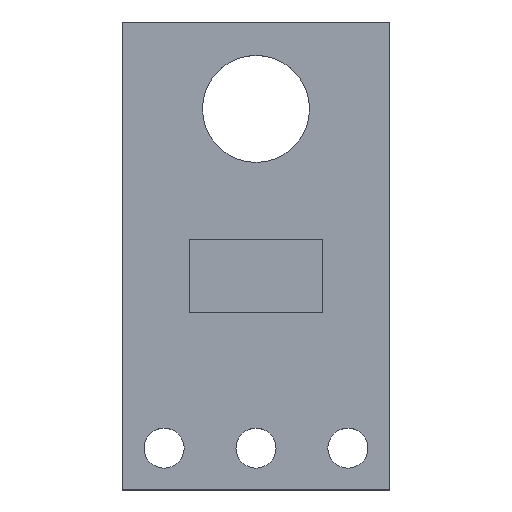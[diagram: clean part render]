
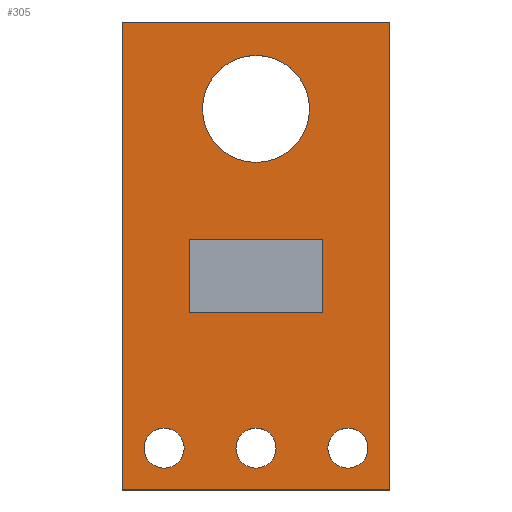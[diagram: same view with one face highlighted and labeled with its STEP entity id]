
A CAD part, top view. The second image highlights one B-rep face of the part: STEP entity #305.
In plain terms, the highlighted planar face has unit normal (0, 0, 1).
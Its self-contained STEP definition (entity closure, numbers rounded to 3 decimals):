
#61=CARTESIAN_POINT('Vertex',(2.,0.5,1.6)) ;
#66=CARTESIAN_POINT('Line Origine',(0.,0.5,1.6)) ;
#70=CARTESIAN_POINT('Vertex',(-2.,0.5,1.6)) ;
#128=CARTESIAN_POINT('Line Origine',(-2.,-0.6,1.6)) ;
#132=CARTESIAN_POINT('Vertex',(-2.,-1.7,1.6)) ;
#156=CARTESIAN_POINT('Vertex',(2.,-1.7,1.6)) ;
#159=CARTESIAN_POINT('Line Origine',(2.,-0.6,1.6)) ;
#176=CARTESIAN_POINT('Line Origine',(0.,-1.7,1.6)) ;
#188=CARTESIAN_POINT('Axis2P3D Location',(0.,0.,1.6)) ;
#193=CARTESIAN_POINT('Line Origine',(0.,7.,1.6)) ;
#197=CARTESIAN_POINT('Vertex',(4.,7.,1.6)) ;
#199=CARTESIAN_POINT('Vertex',(-4.,7.,1.6)) ;
#202=CARTESIAN_POINT('Line Origine',(-4.,0.,1.6)) ;
#206=CARTESIAN_POINT('Vertex',(-4.,-7.,1.6)) ;
#209=CARTESIAN_POINT('Line Origine',(0.,-7.,1.6)) ;
#213=CARTESIAN_POINT('Vertex',(4.,-7.,1.6)) ;
#216=CARTESIAN_POINT('Line Origine',(4.,0.,1.6)) ;
#233=CARTESIAN_POINT('Axis2P3D Location',(2.75,-5.75,1.6)) ;
#237=CARTESIAN_POINT('Vertex',(3.35,-5.75,1.6)) ;
#239=CARTESIAN_POINT('Vertex',(2.15,-5.75,1.6)) ;
#242=CARTESIAN_POINT('Axis2P3D Location',(2.75,-5.75,1.6)) ;
#251=CARTESIAN_POINT('Axis2P3D Location',(-2.75,-5.75,1.6)) ;
#255=CARTESIAN_POINT('Vertex',(-2.15,-5.75,1.6)) ;
#257=CARTESIAN_POINT('Vertex',(-3.35,-5.75,1.6)) ;
#260=CARTESIAN_POINT('Axis2P3D Location',(-2.75,-5.75,1.6)) ;
#269=CARTESIAN_POINT('Axis2P3D Location',(0.,-5.75,1.6)) ;
#273=CARTESIAN_POINT('Vertex',(0.6,-5.75,1.6)) ;
#275=CARTESIAN_POINT('Vertex',(-0.6,-5.75,1.6)) ;
#278=CARTESIAN_POINT('Axis2P3D Location',(0.,-5.75,1.6)) ;
#287=CARTESIAN_POINT('Axis2P3D Location',(0.,4.4,1.6)) ;
#291=CARTESIAN_POINT('Vertex',(1.6,4.4,1.6)) ;
#293=CARTESIAN_POINT('Vertex',(-1.6,4.4,1.6)) ;
#296=CARTESIAN_POINT('Axis2P3D Location',(0.,4.4,1.6)) ;
#67=DIRECTION('Vector Direction',(1.,0.,0.)) ;
#129=DIRECTION('Vector Direction',(0.,1.,0.)) ;
#160=DIRECTION('Vector Direction',(0.,-1.,0.)) ;
#177=DIRECTION('Vector Direction',(-1.,0.,0.)) ;
#189=DIRECTION('Axis2P3D Direction',(0.,0.,1.)) ;
#190=DIRECTION('Axis2P3D XDirection',(1.,0.,0.)) ;
#194=DIRECTION('Vector Direction',(1.,0.,0.)) ;
#203=DIRECTION('Vector Direction',(0.,1.,0.)) ;
#210=DIRECTION('Vector Direction',(-1.,0.,0.)) ;
#217=DIRECTION('Vector Direction',(0.,-1.,0.)) ;
#234=DIRECTION('Axis2P3D Direction',(0.,0.,1.)) ;
#243=DIRECTION('Axis2P3D Direction',(0.,0.,1.)) ;
#252=DIRECTION('Axis2P3D Direction',(0.,0.,1.)) ;
#261=DIRECTION('Axis2P3D Direction',(0.,0.,1.)) ;
#270=DIRECTION('Axis2P3D Direction',(0.,0.,1.)) ;
#279=DIRECTION('Axis2P3D Direction',(0.,0.,1.)) ;
#288=DIRECTION('Axis2P3D Direction',(0.,0.,1.)) ;
#297=DIRECTION('Axis2P3D Direction',(0.,0.,1.)) ;
#191=AXIS2_PLACEMENT_3D('Plane Axis2P3D',#188,#189,#190) ;
#235=AXIS2_PLACEMENT_3D('Circle Axis2P3D',#233,#234,$) ;
#244=AXIS2_PLACEMENT_3D('Circle Axis2P3D',#242,#243,$) ;
#253=AXIS2_PLACEMENT_3D('Circle Axis2P3D',#251,#252,$) ;
#262=AXIS2_PLACEMENT_3D('Circle Axis2P3D',#260,#261,$) ;
#271=AXIS2_PLACEMENT_3D('Circle Axis2P3D',#269,#270,$) ;
#280=AXIS2_PLACEMENT_3D('Circle Axis2P3D',#278,#279,$) ;
#289=AXIS2_PLACEMENT_3D('Circle Axis2P3D',#287,#288,$) ;
#298=AXIS2_PLACEMENT_3D('Circle Axis2P3D',#296,#297,$) ;
#222=ORIENTED_EDGE('',*,*,#201,.T.) ;
#223=ORIENTED_EDGE('',*,*,#208,.T.) ;
#224=ORIENTED_EDGE('',*,*,#215,.T.) ;
#225=ORIENTED_EDGE('',*,*,#220,.T.) ;
#228=ORIENTED_EDGE('',*,*,#180,.F.) ;
#229=ORIENTED_EDGE('',*,*,#134,.F.) ;
#230=ORIENTED_EDGE('',*,*,#72,.F.) ;
#231=ORIENTED_EDGE('',*,*,#163,.F.) ;
#248=ORIENTED_EDGE('',*,*,#241,.F.) ;
#249=ORIENTED_EDGE('',*,*,#246,.F.) ;
#266=ORIENTED_EDGE('',*,*,#259,.F.) ;
#267=ORIENTED_EDGE('',*,*,#264,.F.) ;
#284=ORIENTED_EDGE('',*,*,#277,.F.) ;
#285=ORIENTED_EDGE('',*,*,#282,.F.) ;
#302=ORIENTED_EDGE('',*,*,#295,.F.) ;
#303=ORIENTED_EDGE('',*,*,#300,.F.) ;
#232=FACE_BOUND('',#227,.T.) ;
#250=FACE_BOUND('',#247,.T.) ;
#268=FACE_BOUND('',#265,.T.) ;
#286=FACE_BOUND('',#283,.T.) ;
#304=FACE_BOUND('',#301,.T.) ;
#68=VECTOR('Line Direction',#67,1.) ;
#130=VECTOR('Line Direction',#129,1.) ;
#161=VECTOR('Line Direction',#160,1.) ;
#178=VECTOR('Line Direction',#177,1.) ;
#195=VECTOR('Line Direction',#194,1.) ;
#204=VECTOR('Line Direction',#203,1.) ;
#211=VECTOR('Line Direction',#210,1.) ;
#218=VECTOR('Line Direction',#217,1.) ;
#305=ADVANCED_FACE('PartBody',(#226,#232,#250,#268,#286,#304),#192,.T.) ;
#236=CIRCLE('generated circle',#235,0.6) ;
#245=CIRCLE('generated circle',#244,0.6) ;
#254=CIRCLE('generated circle',#253,0.6) ;
#263=CIRCLE('generated circle',#262,0.6) ;
#272=CIRCLE('generated circle',#271,0.6) ;
#281=CIRCLE('generated circle',#280,0.6) ;
#290=CIRCLE('generated circle',#289,1.6) ;
#299=CIRCLE('generated circle',#298,1.6) ;
#72=EDGE_CURVE('',#62,#71,#69,.F.) ;
#134=EDGE_CURVE('',#71,#133,#131,.F.) ;
#163=EDGE_CURVE('',#157,#62,#162,.F.) ;
#180=EDGE_CURVE('',#133,#157,#179,.F.) ;
#201=EDGE_CURVE('',#198,#200,#196,.F.) ;
#208=EDGE_CURVE('',#200,#207,#205,.F.) ;
#215=EDGE_CURVE('',#207,#214,#212,.F.) ;
#220=EDGE_CURVE('',#214,#198,#219,.F.) ;
#241=EDGE_CURVE('',#238,#240,#236,.T.) ;
#246=EDGE_CURVE('',#240,#238,#245,.T.) ;
#259=EDGE_CURVE('',#256,#258,#254,.T.) ;
#264=EDGE_CURVE('',#258,#256,#263,.T.) ;
#277=EDGE_CURVE('',#274,#276,#272,.T.) ;
#282=EDGE_CURVE('',#276,#274,#281,.T.) ;
#295=EDGE_CURVE('',#292,#294,#290,.T.) ;
#300=EDGE_CURVE('',#294,#292,#299,.T.) ;
#221=EDGE_LOOP('',(#222,#223,#224,#225)) ;
#227=EDGE_LOOP('',(#228,#229,#230,#231)) ;
#247=EDGE_LOOP('',(#248,#249)) ;
#265=EDGE_LOOP('',(#266,#267)) ;
#283=EDGE_LOOP('',(#284,#285)) ;
#301=EDGE_LOOP('',(#302,#303)) ;
#226=FACE_OUTER_BOUND('',#221,.T.) ;
#69=LINE('Line',#66,#68) ;
#131=LINE('Line',#128,#130) ;
#162=LINE('Line',#159,#161) ;
#179=LINE('Line',#176,#178) ;
#196=LINE('Line',#193,#195) ;
#205=LINE('Line',#202,#204) ;
#212=LINE('Line',#209,#211) ;
#219=LINE('Line',#216,#218) ;
#192=PLANE('Plane',#191) ;
#62=VERTEX_POINT('',#61) ;
#71=VERTEX_POINT('',#70) ;
#133=VERTEX_POINT('',#132) ;
#157=VERTEX_POINT('',#156) ;
#198=VERTEX_POINT('',#197) ;
#200=VERTEX_POINT('',#199) ;
#207=VERTEX_POINT('',#206) ;
#214=VERTEX_POINT('',#213) ;
#238=VERTEX_POINT('',#237) ;
#240=VERTEX_POINT('',#239) ;
#256=VERTEX_POINT('',#255) ;
#258=VERTEX_POINT('',#257) ;
#274=VERTEX_POINT('',#273) ;
#276=VERTEX_POINT('',#275) ;
#292=VERTEX_POINT('',#291) ;
#294=VERTEX_POINT('',#293) ;
